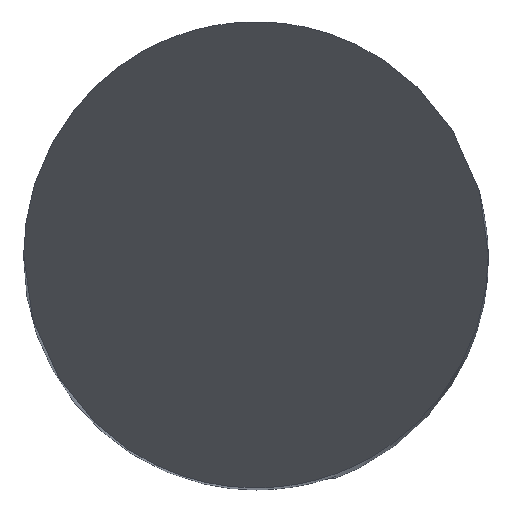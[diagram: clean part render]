
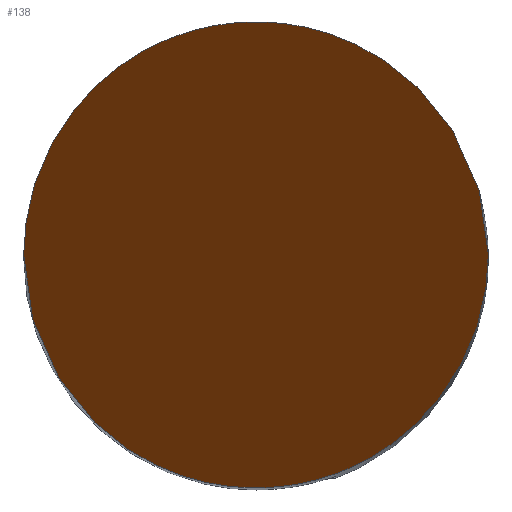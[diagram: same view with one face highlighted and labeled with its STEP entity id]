
A CAD part, top view. The second image highlights one B-rep face of the part: STEP entity #138.
In plain terms, the highlighted planar face has unit normal (0, -0.866, 0.5).
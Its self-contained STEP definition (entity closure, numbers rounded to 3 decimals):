
#44=PLANE('',#597);
#138=ADVANCED_FACE('',(#170),#44,.T.);
#170=FACE_OUTER_BOUND('',#199,.T.);
#199=EDGE_LOOP('',(#279,#280));
#223=(
BOUNDED_CURVE()
B_SPLINE_CURVE(3,(#860,#861,#862,#863),.UNSPECIFIED.,.F.,.F.)
B_SPLINE_CURVE_WITH_KNOTS((4,4),(0.,1.),.UNSPECIFIED.)
CURVE()
GEOMETRIC_REPRESENTATION_ITEM()
RATIONAL_B_SPLINE_CURVE((1.,0.333,0.333,1.))
REPRESENTATION_ITEM('')
);
#226=(
BOUNDED_CURVE()
B_SPLINE_CURVE(3,(#893,#894,#895,#896),.UNSPECIFIED.,.F.,.F.)
B_SPLINE_CURVE_WITH_KNOTS((4,4),(0.,1.),.UNSPECIFIED.)
CURVE()
GEOMETRIC_REPRESENTATION_ITEM()
RATIONAL_B_SPLINE_CURVE((1.,0.333,0.333,1.))
REPRESENTATION_ITEM('')
);
#279=ORIENTED_EDGE('',*,*,#463,.T.);
#280=ORIENTED_EDGE('',*,*,#454,.T.);
#401=VERTEX_POINT('',#864);
#402=VERTEX_POINT('',#865);
#454=EDGE_CURVE('',#401,#402,#223,.T.);
#463=EDGE_CURVE('',#402,#401,#226,.T.);
#597=AXIS2_PLACEMENT_3D('',#956,#654,#655);
#654=DIRECTION('',(0.,-0.866,0.5));
#655=DIRECTION('',(0.,0.5,0.866));
#860=CARTESIAN_POINT('',(3.,0.,0.));
#861=CARTESIAN_POINT('',(3.,6.,10.392));
#862=CARTESIAN_POINT('',(-3.,6.,10.392));
#863=CARTESIAN_POINT('',(-3.,0.,0.));
#864=CARTESIAN_POINT('',(3.,0.,0.));
#865=CARTESIAN_POINT('',(-3.,0.,0.));
#893=CARTESIAN_POINT('',(-3.,0.,0.));
#894=CARTESIAN_POINT('',(-3.,-6.,-10.392));
#895=CARTESIAN_POINT('',(3.,-6.,-10.392));
#896=CARTESIAN_POINT('',(3.,0.,0.));
#956=CARTESIAN_POINT('',(-57.86,3.,5.196));
